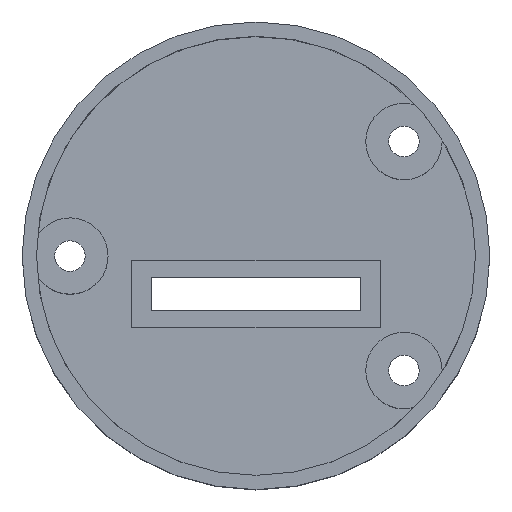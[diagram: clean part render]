
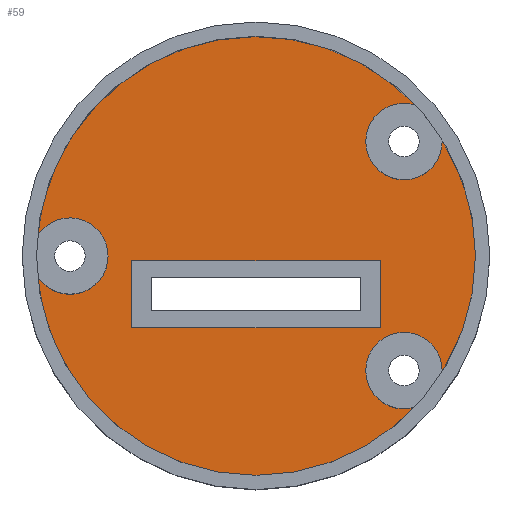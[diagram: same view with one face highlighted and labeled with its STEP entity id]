
A CAD part, top view. The second image highlights one B-rep face of the part: STEP entity #59.
In plain terms, the highlighted planar face has unit normal (0, 0, 1).
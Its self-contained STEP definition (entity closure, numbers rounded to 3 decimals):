
#21 = EDGE_CURVE('',#22,#24,#26,.T.);
#22 = VERTEX_POINT('',#23);
#23 = CARTESIAN_POINT('',(19.5,-12.,2.));
#24 = VERTEX_POINT('',#25);
#25 = CARTESIAN_POINT('',(16.699,-15.816,2.));
#26 = CIRCLE('',#27,4.);
#27 = AXIS2_PLACEMENT_3D('',#28,#29,#30);
#28 = CARTESIAN_POINT('',(15.5,-12.,2.));
#29 = DIRECTION('',(0.,0.,1.));
#30 = DIRECTION('',(1.,0.,0.));
#59 = ADVANCED_FACE('',(#60,#142),#176,.T.);
#60 = FACE_BOUND('',#61,.T.);
#61 = EDGE_LOOP('',(#62,#73,#80,#81,#90,#99,#108,#117,#126,#135));
#62 = ORIENTED_EDGE('',*,*,#63,.F.);
#63 = EDGE_CURVE('',#64,#66,#68,.T.);
#64 = VERTEX_POINT('',#65);
#65 = CARTESIAN_POINT('',(-22.904,-2.101,2.));
#66 = VERTEX_POINT('',#67);
#67 = CARTESIAN_POINT('',(-15.5,0.,2.));
#68 = CIRCLE('',#69,4.);
#69 = AXIS2_PLACEMENT_3D('',#70,#71,#72);
#70 = CARTESIAN_POINT('',(-19.5,0.,2.));
#71 = DIRECTION('',(0.,0.,1.));
#72 = DIRECTION('',(1.,0.,0.));
#73 = ORIENTED_EDGE('',*,*,#74,.T.);
#74 = EDGE_CURVE('',#64,#24,#75,.T.);
#75 = CIRCLE('',#76,23.);
#76 = AXIS2_PLACEMENT_3D('',#77,#78,#79);
#77 = CARTESIAN_POINT('',(0.,0.,2.));
#78 = DIRECTION('',(0.,0.,1.));
#79 = DIRECTION('',(1.,0.,0.));
#80 = ORIENTED_EDGE('',*,*,#21,.F.);
#81 = ORIENTED_EDGE('',*,*,#82,.F.);
#82 = EDGE_CURVE('',#83,#22,#85,.T.);
#83 = VERTEX_POINT('',#84);
#84 = CARTESIAN_POINT('',(19.495,-12.205,2.));
#85 = CIRCLE('',#86,4.);
#86 = AXIS2_PLACEMENT_3D('',#87,#88,#89);
#87 = CARTESIAN_POINT('',(15.5,-12.,2.));
#88 = DIRECTION('',(0.,0.,1.));
#89 = DIRECTION('',(1.,0.,0.));
#90 = ORIENTED_EDGE('',*,*,#91,.T.);
#91 = EDGE_CURVE('',#83,#92,#94,.T.);
#92 = VERTEX_POINT('',#93);
#93 = CARTESIAN_POINT('',(23.,0.,2.));
#94 = CIRCLE('',#95,23.);
#95 = AXIS2_PLACEMENT_3D('',#96,#97,#98);
#96 = CARTESIAN_POINT('',(0.,0.,2.));
#97 = DIRECTION('',(0.,0.,1.));
#98 = DIRECTION('',(1.,0.,0.));
#99 = ORIENTED_EDGE('',*,*,#100,.T.);
#100 = EDGE_CURVE('',#92,#101,#103,.T.);
#101 = VERTEX_POINT('',#102);
#102 = CARTESIAN_POINT('',(19.495,12.205,2.));
#103 = CIRCLE('',#104,23.);
#104 = AXIS2_PLACEMENT_3D('',#105,#106,#107);
#105 = CARTESIAN_POINT('',(0.,0.,2.));
#106 = DIRECTION('',(0.,0.,1.));
#107 = DIRECTION('',(1.,0.,0.));
#108 = ORIENTED_EDGE('',*,*,#109,.F.);
#109 = EDGE_CURVE('',#110,#101,#112,.T.);
#110 = VERTEX_POINT('',#111);
#111 = CARTESIAN_POINT('',(19.5,12.,2.));
#112 = CIRCLE('',#113,4.);
#113 = AXIS2_PLACEMENT_3D('',#114,#115,#116);
#114 = CARTESIAN_POINT('',(15.5,12.,2.));
#115 = DIRECTION('',(0.,0.,1.));
#116 = DIRECTION('',(1.,0.,0.));
#117 = ORIENTED_EDGE('',*,*,#118,.F.);
#118 = EDGE_CURVE('',#119,#110,#121,.T.);
#119 = VERTEX_POINT('',#120);
#120 = CARTESIAN_POINT('',(16.699,15.816,2.));
#121 = CIRCLE('',#122,4.);
#122 = AXIS2_PLACEMENT_3D('',#123,#124,#125);
#123 = CARTESIAN_POINT('',(15.5,12.,2.));
#124 = DIRECTION('',(0.,0.,1.));
#125 = DIRECTION('',(1.,0.,0.));
#126 = ORIENTED_EDGE('',*,*,#127,.T.);
#127 = EDGE_CURVE('',#119,#128,#130,.T.);
#128 = VERTEX_POINT('',#129);
#129 = CARTESIAN_POINT('',(-22.904,2.101,2.));
#130 = CIRCLE('',#131,23.);
#131 = AXIS2_PLACEMENT_3D('',#132,#133,#134);
#132 = CARTESIAN_POINT('',(0.,0.,2.));
#133 = DIRECTION('',(0.,0.,1.));
#134 = DIRECTION('',(1.,0.,0.));
#135 = ORIENTED_EDGE('',*,*,#136,.F.);
#136 = EDGE_CURVE('',#66,#128,#137,.T.);
#137 = CIRCLE('',#138,4.);
#138 = AXIS2_PLACEMENT_3D('',#139,#140,#141);
#139 = CARTESIAN_POINT('',(-19.5,0.,2.));
#140 = DIRECTION('',(0.,0.,1.));
#141 = DIRECTION('',(1.,0.,0.));
#142 = FACE_BOUND('',#143,.T.);
#143 = EDGE_LOOP('',(#144,#154,#162,#170));
#144 = ORIENTED_EDGE('',*,*,#145,.T.);
#145 = EDGE_CURVE('',#146,#148,#150,.T.);
#146 = VERTEX_POINT('',#147);
#147 = CARTESIAN_POINT('',(-13.,-7.5,2.));
#148 = VERTEX_POINT('',#149);
#149 = CARTESIAN_POINT('',(-13.,-0.5,2.));
#150 = LINE('',#151,#152);
#151 = CARTESIAN_POINT('',(-13.,-7.5,2.));
#152 = VECTOR('',#153,1.);
#153 = DIRECTION('',(0.,1.,0.));
#154 = ORIENTED_EDGE('',*,*,#155,.T.);
#155 = EDGE_CURVE('',#148,#156,#158,.T.);
#156 = VERTEX_POINT('',#157);
#157 = CARTESIAN_POINT('',(13.,-0.5,2.));
#158 = LINE('',#159,#160);
#159 = CARTESIAN_POINT('',(-13.,-0.5,2.));
#160 = VECTOR('',#161,1.);
#161 = DIRECTION('',(1.,0.,0.));
#162 = ORIENTED_EDGE('',*,*,#163,.F.);
#163 = EDGE_CURVE('',#164,#156,#166,.T.);
#164 = VERTEX_POINT('',#165);
#165 = CARTESIAN_POINT('',(13.,-7.5,2.));
#166 = LINE('',#167,#168);
#167 = CARTESIAN_POINT('',(13.,-7.5,2.));
#168 = VECTOR('',#169,1.);
#169 = DIRECTION('',(0.,1.,0.));
#170 = ORIENTED_EDGE('',*,*,#171,.F.);
#171 = EDGE_CURVE('',#146,#164,#172,.T.);
#172 = LINE('',#173,#174);
#173 = CARTESIAN_POINT('',(-13.,-7.5,2.));
#174 = VECTOR('',#175,1.);
#175 = DIRECTION('',(1.,0.,0.));
#176 = PLANE('',#177);
#177 = AXIS2_PLACEMENT_3D('',#178,#179,#180);
#178 = CARTESIAN_POINT('',(0.,0.,2.));
#179 = DIRECTION('',(0.,0.,1.));
#180 = DIRECTION('',(1.,0.,0.));
